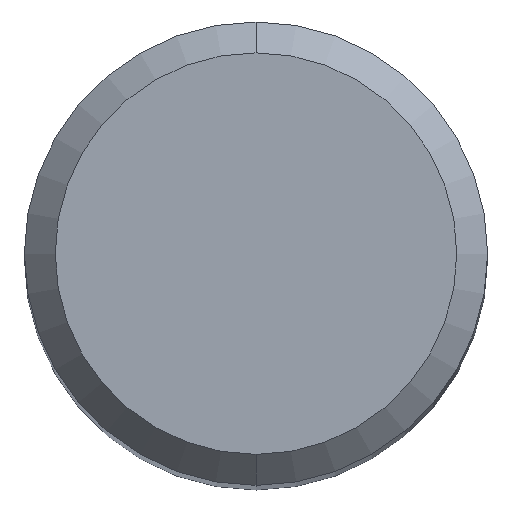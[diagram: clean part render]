
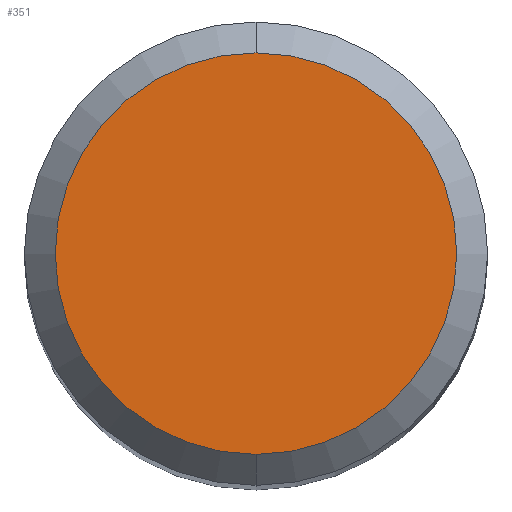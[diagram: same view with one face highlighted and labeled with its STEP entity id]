
A CAD part, top view. The second image highlights one B-rep face of the part: STEP entity #351.
In plain terms, the highlighted planar face has unit normal (0, 0, 1).
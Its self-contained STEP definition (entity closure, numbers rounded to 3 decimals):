
#189=VERTEX_POINT('',#483);
#277=EDGE_CURVE('',#423,#189,#579,.T.);
#303=EDGE_CURVE('',#189,#423,#607,.T.);
#351=ADVANCED_FACE('',(#660),#661,.T.);
#423=VERTEX_POINT('',#741);
#483=CARTESIAN_POINT('',(0.,-2.6,0.0));
#579=CIRCLE('',#1012,2.6);
#607=CIRCLE('',#1071,2.6);
#660=FACE_OUTER_BOUND('',#1216,.T.);
#661=PLANE('',#1217);
#741=CARTESIAN_POINT('',(0.0,2.6,0.0));
#1012=AXIS2_PLACEMENT_3D('',#1525,#1526,#1527);
#1071=AXIS2_PLACEMENT_3D('',#1546,#1547,#1548);
#1216=EDGE_LOOP('',(#1610,#1611));
#1217=AXIS2_PLACEMENT_3D('',#1612,#1613,#1614);
#1525=CARTESIAN_POINT('',(0.0,0.0,0.0));
#1526=DIRECTION('',(0.0,0.0,-1.0));
#1527=DIRECTION('',(0.0,1.0,0.0));
#1546=CARTESIAN_POINT('',(0.0,0.0,0.0));
#1547=DIRECTION('',(0.0,0.0,-1.0));
#1548=DIRECTION('',(0.0,1.0,0.0));
#1610=ORIENTED_EDGE('',*,*,#277,.F.);
#1611=ORIENTED_EDGE('',*,*,#303,.F.);
#1612=CARTESIAN_POINT('',(0.0,1.3,0.0));
#1613=DIRECTION('',(-0.0,0.0,1.0));
#1614=DIRECTION('',(0.0,-1.0,0.0));
